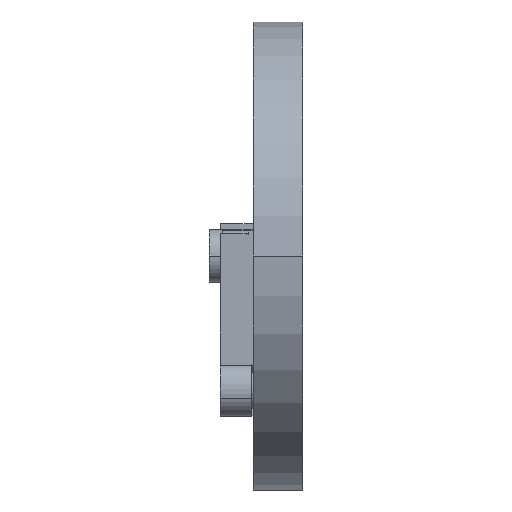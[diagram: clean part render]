
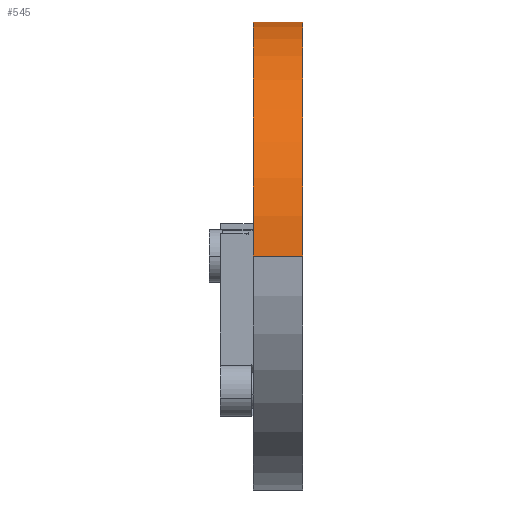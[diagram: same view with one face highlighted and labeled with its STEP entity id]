
A CAD part, left-side view. The second image highlights one B-rep face of the part: STEP entity #545.
In plain terms, the highlighted cylindrical face has radius 35.5 mm (diameter 71 mm), a partial arc.
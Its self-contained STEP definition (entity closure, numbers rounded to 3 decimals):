
#58 = DIRECTION ( 'NONE',  ( 1., 0., 0. ) ) ;
#260 = CARTESIAN_POINT ( 'NONE',  ( 12.406, 51.674, 55.186 ) ) ;
#391 = AXIS2_PLACEMENT_3D ( 'NONE', #3853, #701, #58 ) ;
#447 = CARTESIAN_POINT ( 'NONE',  ( 38.099, 44.174, 79.683 ) ) ;
#524 = EDGE_CURVE ( 'NONE', #3505, #781, #1343, .T. ) ;
#545 = ADVANCED_FACE ( 'NONE', ( #2718 ), #3407, .T. ) ;
#701 = DIRECTION ( 'NONE',  ( 0., 1., 0. ) ) ;
#781 = VERTEX_POINT ( 'NONE', #447 ) ;
#951 = CARTESIAN_POINT ( 'NONE',  ( 38.099, 51.674, 79.683 ) ) ;
#959 = DIRECTION ( 'NONE',  ( 0., 1., 0. ) ) ;
#1343 = CIRCLE ( 'NONE', #3549, 35.5 ) ;
#1431 = LINE ( 'NONE', #3128, #3382 ) ;
#1552 = ORIENTED_EDGE ( 'NONE', *, *, #524, .T. ) ;
#1557 = AXIS2_PLACEMENT_3D ( 'NONE', #260, #3066, #2376 ) ;
#1612 = VERTEX_POINT ( 'NONE', #2099 ) ;
#2015 = DIRECTION ( 'NONE',  ( 0., -1., 0. ) ) ;
#2099 = CARTESIAN_POINT ( 'NONE',  ( 38.099, 51.674, 79.683 ) ) ;
#2355 = CIRCLE ( 'NONE', #391, 35.5 ) ;
#2367 = CARTESIAN_POINT ( 'NONE',  ( -23.094, 51.674, 55.186 ) ) ;
#2376 = DIRECTION ( 'NONE',  ( -1., 0., 0. ) ) ;
#2711 = LINE ( 'NONE', #951, #4481 ) ;
#2718 = FACE_OUTER_BOUND ( 'NONE', #4270, .T. ) ;
#3066 = DIRECTION ( 'NONE',  ( 0., -1., 0. ) ) ;
#3128 = CARTESIAN_POINT ( 'NONE',  ( -23.094, 51.674, 55.186 ) ) ;
#3305 = ORIENTED_EDGE ( 'NONE', *, *, #4317, .F. ) ;
#3370 = EDGE_CURVE ( 'NONE', #1612, #781, #2711, .T. ) ;
#3382 = VECTOR ( 'NONE', #2015, 1000. ) ;
#3386 = VERTEX_POINT ( 'NONE', #2367 ) ;
#3407 = CYLINDRICAL_SURFACE ( 'NONE', #1557, 35.5 ) ;
#3454 = ORIENTED_EDGE ( 'NONE', *, *, #3370, .F. ) ;
#3505 = VERTEX_POINT ( 'NONE', #3867 ) ;
#3549 = AXIS2_PLACEMENT_3D ( 'NONE', #4113, #959, #4500 ) ;
#3853 = CARTESIAN_POINT ( 'NONE',  ( 12.406, 51.674, 55.186 ) ) ;
#3867 = CARTESIAN_POINT ( 'NONE',  ( -23.094, 44.174, 55.186 ) ) ;
#4113 = CARTESIAN_POINT ( 'NONE',  ( 12.406, 44.174, 55.186 ) ) ;
#4270 = EDGE_LOOP ( 'NONE', ( #3305, #4467, #1552, #3454 ) ) ;
#4292 = EDGE_CURVE ( 'NONE', #3386, #3505, #1431, .T. ) ;
#4317 = EDGE_CURVE ( 'NONE', #3386, #1612, #2355, .T. ) ;
#4415 = DIRECTION ( 'NONE',  ( 0., -1., 0. ) ) ;
#4467 = ORIENTED_EDGE ( 'NONE', *, *, #4292, .T. ) ;
#4481 = VECTOR ( 'NONE', #4415, 1000. ) ;
#4500 = DIRECTION ( 'NONE',  ( 1., 0., 0. ) ) ;
